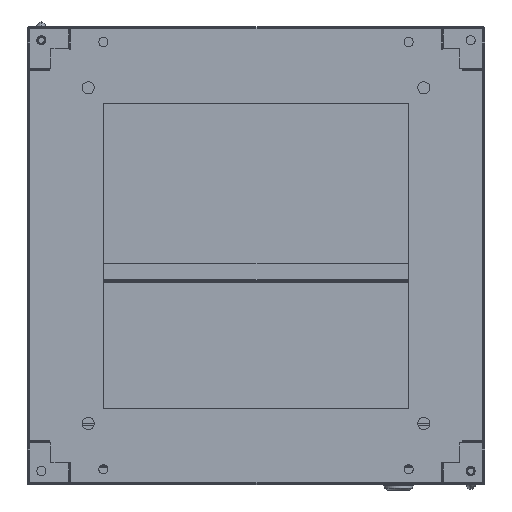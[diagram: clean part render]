
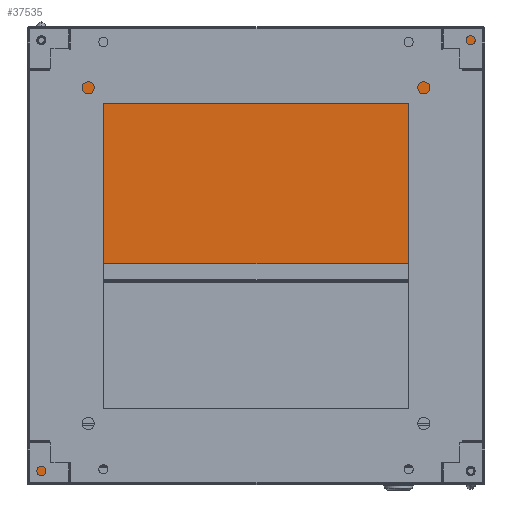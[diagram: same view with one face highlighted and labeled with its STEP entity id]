
A CAD part, front view. The second image highlights one B-rep face of the part: STEP entity #37535.
In plain terms, the highlighted face is planar.
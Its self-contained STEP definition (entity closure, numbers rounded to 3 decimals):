
#8 = CARTESIAN_POINT ( 'NONE',  ( 0., 0., 0. ) ) ;
#161 = VERTEX_POINT ( 'NONE', #47304 ) ;
#791 = ORIENTED_EDGE ( 'NONE', *, *, #37786, .T. ) ;
#1134 = VERTEX_POINT ( 'NONE', #42881 ) ;
#1511 = EDGE_LOOP ( 'NONE', ( #48553, #51600, #22933, #30219, #7530, #791, #41108, #24034, #27898, #48487, #25243, #14932 ) ) ;
#2161 = CARTESIAN_POINT ( 'NONE',  ( 12., 434.7, 0. ) ) ;
#3374 = CARTESIAN_POINT ( 'NONE',  ( 0., 446., 0. ) ) ;
#3395 = EDGE_CURVE ( 'NONE', #51852, #1134, #10531, .T. ) ;
#3477 = VECTOR ( 'NONE', #4232, 1000. ) ;
#4229 = AXIS2_PLACEMENT_3D ( 'NONE', #2161, #34205, #18600 ) ;
#4232 = DIRECTION ( 'NONE',  ( 0., -1., 0. ) ) ;
#4340 = VERTEX_POINT ( 'NONE', #15958 ) ;
#4536 = EDGE_CURVE ( 'NONE', #10966, #31413, #29159, .T. ) ;
#4682 = CARTESIAN_POINT ( 'NONE',  ( 446., 0., 0. ) ) ;
#4975 = CARTESIAN_POINT ( 'NONE',  ( 405., 446., 0. ) ) ;
#5273 = VERTEX_POINT ( 'NONE', #5539 ) ;
#5539 = CARTESIAN_POINT ( 'NONE',  ( 446., 446., 0. ) ) ;
#5624 = EDGE_LOOP ( 'NONE', ( #35071, #18467 ) ) ;
#5721 = EDGE_CURVE ( 'NONE', #4340, #45476, #46757, .T. ) ;
#6177 = EDGE_LOOP ( 'NONE', ( #22458, #18665 ) ) ;
#6487 = CARTESIAN_POINT ( 'NONE',  ( 0., 0., 0. ) ) ;
#7111 = CARTESIAN_POINT ( 'NONE',  ( 434., 11.3, 0. ) ) ;
#7459 = EDGE_CURVE ( 'NONE', #23883, #39405, #24254, .T. ) ;
#7530 = ORIENTED_EDGE ( 'NONE', *, *, #3395, .T. ) ;
#8187 = DIRECTION ( 'NONE',  ( 0., 0., -1. ) ) ;
#8754 = CARTESIAN_POINT ( 'NONE',  ( 0., 0., 0. ) ) ;
#9060 = CARTESIAN_POINT ( 'NONE',  ( 0., 446., 0. ) ) ;
#9490 = CARTESIAN_POINT ( 'NONE',  ( 0., 446., 0. ) ) ;
#10026 = DIRECTION ( 'NONE',  ( 0., 1., 0. ) ) ;
#10289 = CARTESIAN_POINT ( 'NONE',  ( 446., 0., 0. ) ) ;
#10531 = LINE ( 'NONE', #6487, #32147 ) ;
#10709 = AXIS2_PLACEMENT_3D ( 'NONE', #8754, #14405, #51537 ) ;
#10966 = VERTEX_POINT ( 'NONE', #33232 ) ;
#11194 = DIRECTION ( 'NONE',  ( -1., 0., 0. ) ) ;
#12236 = CARTESIAN_POINT ( 'NONE',  ( 0., 0., 0. ) ) ;
#12459 = CARTESIAN_POINT ( 'NONE',  ( 446., 0., 0. ) ) ;
#12751 = DIRECTION ( 'NONE',  ( 1., 0., 0. ) ) ;
#12816 = PLANE ( 'NONE',  #10709 ) ;
#14405 = DIRECTION ( 'NONE',  ( 0., 0., -1. ) ) ;
#14794 = CARTESIAN_POINT ( 'NONE',  ( 438.5, 11.3, 0. ) ) ;
#14921 = EDGE_CURVE ( 'NONE', #46749, #4340, #33427, .T. ) ;
#14932 = ORIENTED_EDGE ( 'NONE', *, *, #52923, .T. ) ;
#15307 = CIRCLE ( 'NONE', #29922, 4.5 ) ;
#15533 = CARTESIAN_POINT ( 'NONE',  ( 0., 0., 0. ) ) ;
#15958 = CARTESIAN_POINT ( 'NONE',  ( 446., 41., 0. ) ) ;
#16446 = DIRECTION ( 'NONE',  ( 0., -1., 0. ) ) ;
#16455 = CARTESIAN_POINT ( 'NONE',  ( 0., 0., 0. ) ) ;
#16590 = LINE ( 'NONE', #15533, #35584 ) ;
#16851 = FACE_BOUND ( 'NONE', #6177, .T. ) ;
#17224 = CARTESIAN_POINT ( 'NONE',  ( 434., 11.3, 0. ) ) ;
#17324 = CARTESIAN_POINT ( 'NONE',  ( 446., 405., 0. ) ) ;
#18160 = EDGE_CURVE ( 'NONE', #43668, #27463, #44447, .T. ) ;
#18467 = ORIENTED_EDGE ( 'NONE', *, *, #4536, .T. ) ;
#18600 = DIRECTION ( 'NONE',  ( -1., 0., 0. ) ) ;
#18665 = ORIENTED_EDGE ( 'NONE', *, *, #25866, .T. ) ;
#19289 = CARTESIAN_POINT ( 'NONE',  ( 446., 0., 0. ) ) ;
#20100 = DIRECTION ( 'NONE',  ( 0., -1., 0. ) ) ;
#21190 = LINE ( 'NONE', #49972, #3477 ) ;
#21510 = CIRCLE ( 'NONE', #51619, 4.5 ) ;
#21632 = VECTOR ( 'NONE', #43523, 1000. ) ;
#22458 = ORIENTED_EDGE ( 'NONE', *, *, #7459, .T. ) ;
#22933 = ORIENTED_EDGE ( 'NONE', *, *, #30241, .T. ) ;
#23250 = CARTESIAN_POINT ( 'NONE',  ( 41., 0., 0. ) ) ;
#23883 = VERTEX_POINT ( 'NONE', #33041 ) ;
#24034 = ORIENTED_EDGE ( 'NONE', *, *, #5721, .T. ) ;
#24254 = CIRCLE ( 'NONE', #30224, 4.5 ) ;
#24776 = DIRECTION ( 'NONE',  ( 0., 0., -1. ) ) ;
#24809 = EDGE_CURVE ( 'NONE', #5273, #31707, #46361, .T. ) ;
#25243 = ORIENTED_EDGE ( 'NONE', *, *, #26612, .T. ) ;
#25469 = DIRECTION ( 'NONE',  ( 0., 0., -1. ) ) ;
#25787 = CARTESIAN_POINT ( 'NONE',  ( 0., 405., 0. ) ) ;
#25866 = EDGE_CURVE ( 'NONE', #39405, #23883, #15307, .T. ) ;
#26612 = EDGE_CURVE ( 'NONE', #31707, #161, #51042, .T. ) ;
#27463 = VERTEX_POINT ( 'NONE', #48594 ) ;
#27898 = ORIENTED_EDGE ( 'NONE', *, *, #38004, .T. ) ;
#28861 = DIRECTION ( 'NONE',  ( 0., 1., 0. ) ) ;
#29159 = CIRCLE ( 'NONE', #4229, 4.5 ) ;
#29922 = AXIS2_PLACEMENT_3D ( 'NONE', #17224, #24776, #37683 ) ;
#29997 = VECTOR ( 'NONE', #11194, 1000. ) ;
#30219 = ORIENTED_EDGE ( 'NONE', *, *, #50064, .T. ) ;
#30224 = AXIS2_PLACEMENT_3D ( 'NONE', #7111, #8187, #41031 ) ;
#30241 = EDGE_CURVE ( 'NONE', #27463, #30797, #21190, .T. ) ;
#30440 = DIRECTION ( 'NONE',  ( 1., 0., 0. ) ) ;
#30797 = VERTEX_POINT ( 'NONE', #12236 ) ;
#31413 = VERTEX_POINT ( 'NONE', #52488 ) ;
#31707 = VERTEX_POINT ( 'NONE', #4975 ) ;
#32147 = VECTOR ( 'NONE', #30440, 1000. ) ;
#32983 = DIRECTION ( 'NONE',  ( -1., 0., 0. ) ) ;
#33041 = CARTESIAN_POINT ( 'NONE',  ( 429.5, 11.3, 0. ) ) ;
#33180 = LINE ( 'NONE', #40716, #37373 ) ;
#33232 = CARTESIAN_POINT ( 'NONE',  ( 16.5, 434.7, 0. ) ) ;
#33252 = FACE_BOUND ( 'NONE', #5624, .T. ) ;
#33427 = LINE ( 'NONE', #12459, #47695 ) ;
#34205 = DIRECTION ( 'NONE',  ( 0., 0., -1. ) ) ;
#34774 = VECTOR ( 'NONE', #10026, 1000. ) ;
#35071 = ORIENTED_EDGE ( 'NONE', *, *, #49133, .T. ) ;
#35584 = VECTOR ( 'NONE', #20100, 1000. ) ;
#36366 = EDGE_CURVE ( 'NONE', #46326, #43668, #16590, .T. ) ;
#37373 = VECTOR ( 'NONE', #12751, 1000. ) ;
#37535 = ADVANCED_FACE ( 'NONE', ( #16851, #33252, #49698 ), #12816, .F. ) ;
#37683 = DIRECTION ( 'NONE',  ( -1., 0., 0. ) ) ;
#37786 = EDGE_CURVE ( 'NONE', #1134, #46749, #33180, .T. ) ;
#38004 = EDGE_CURVE ( 'NONE', #45476, #5273, #46882, .T. ) ;
#39405 = VERTEX_POINT ( 'NONE', #14794 ) ;
#39786 = DIRECTION ( 'NONE',  ( -1., 0., 0. ) ) ;
#40716 = CARTESIAN_POINT ( 'NONE',  ( 0., 0., 0. ) ) ;
#41031 = DIRECTION ( 'NONE',  ( -1., 0., 0. ) ) ;
#41108 = ORIENTED_EDGE ( 'NONE', *, *, #14921, .T. ) ;
#41217 = DIRECTION ( 'NONE',  ( 1., 0., 0. ) ) ;
#42881 = CARTESIAN_POINT ( 'NONE',  ( 405., 0., 0. ) ) ;
#43523 = DIRECTION ( 'NONE',  ( 0., 1., 0. ) ) ;
#43668 = VERTEX_POINT ( 'NONE', #25787 ) ;
#43906 = VECTOR ( 'NONE', #41217, 1000. ) ;
#44447 = LINE ( 'NONE', #8, #46544 ) ;
#44450 = VECTOR ( 'NONE', #46604, 1000. ) ;
#45476 = VERTEX_POINT ( 'NONE', #17324 ) ;
#46326 = VERTEX_POINT ( 'NONE', #9060 ) ;
#46361 = LINE ( 'NONE', #9490, #44450 ) ;
#46544 = VECTOR ( 'NONE', #16446, 1000. ) ;
#46604 = DIRECTION ( 'NONE',  ( -1., 0., 0. ) ) ;
#46749 = VERTEX_POINT ( 'NONE', #4682 ) ;
#46757 = LINE ( 'NONE', #19289, #21632 ) ;
#46882 = LINE ( 'NONE', #10289, #34774 ) ;
#47304 = CARTESIAN_POINT ( 'NONE',  ( 41., 446., 0. ) ) ;
#47695 = VECTOR ( 'NONE', #28861, 1000. ) ;
#47869 = LINE ( 'NONE', #52453, #50907 ) ;
#48487 = ORIENTED_EDGE ( 'NONE', *, *, #24809, .T. ) ;
#48553 = ORIENTED_EDGE ( 'NONE', *, *, #36366, .T. ) ;
#48594 = CARTESIAN_POINT ( 'NONE',  ( 0., 41., 0. ) ) ;
#49133 = EDGE_CURVE ( 'NONE', #31413, #10966, #21510, .T. ) ;
#49159 = CARTESIAN_POINT ( 'NONE',  ( 12., 434.7, 0. ) ) ;
#49698 = FACE_OUTER_BOUND ( 'NONE', #1511, .T. ) ;
#49972 = CARTESIAN_POINT ( 'NONE',  ( 0., 0., 0. ) ) ;
#50064 = EDGE_CURVE ( 'NONE', #30797, #51852, #52802, .T. ) ;
#50907 = VECTOR ( 'NONE', #39786, 1000. ) ;
#51042 = LINE ( 'NONE', #3374, #29997 ) ;
#51537 = DIRECTION ( 'NONE',  ( -1., 0., 0. ) ) ;
#51600 = ORIENTED_EDGE ( 'NONE', *, *, #18160, .T. ) ;
#51619 = AXIS2_PLACEMENT_3D ( 'NONE', #49159, #25469, #32983 ) ;
#51852 = VERTEX_POINT ( 'NONE', #23250 ) ;
#52453 = CARTESIAN_POINT ( 'NONE',  ( 0., 446., 0. ) ) ;
#52488 = CARTESIAN_POINT ( 'NONE',  ( 7.5, 434.7, 0. ) ) ;
#52802 = LINE ( 'NONE', #16455, #43906 ) ;
#52923 = EDGE_CURVE ( 'NONE', #161, #46326, #47869, .T. ) ;
